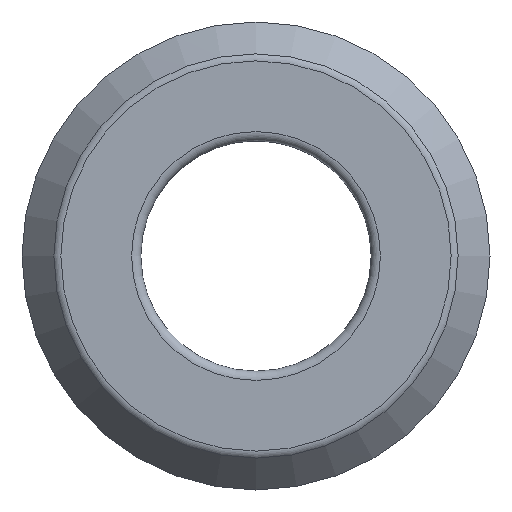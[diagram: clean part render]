
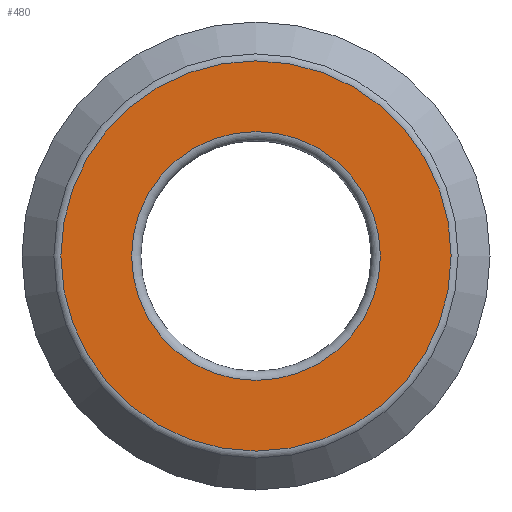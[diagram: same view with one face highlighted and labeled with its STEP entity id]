
A CAD part, front view. The second image highlights one B-rep face of the part: STEP entity #480.
In plain terms, the highlighted planar face has unit normal (0, -1, 0).
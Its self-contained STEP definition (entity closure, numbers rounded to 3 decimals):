
#16=FACE_BOUND('',#80,.T.);
#20=PLANE('',#572);
#54=FACE_OUTER_BOUND('',#79,.T.);
#79=EDGE_LOOP('',(#399,#400));
#80=EDGE_LOOP('',(#401,#402));
#148=CIRCLE('',#560,10.05);
#149=CIRCLE('',#561,10.05);
#153=CIRCLE('',#567,15.76);
#154=CIRCLE('',#568,15.76);
#204=VERTEX_POINT('',#875);
#205=VERTEX_POINT('',#877);
#209=VERTEX_POINT('',#889);
#210=VERTEX_POINT('',#890);
#270=EDGE_CURVE('',#204,#205,#148,.T.);
#271=EDGE_CURVE('',#205,#204,#149,.T.);
#276=EDGE_CURVE('',#209,#210,#153,.T.);
#277=EDGE_CURVE('',#210,#209,#154,.T.);
#399=ORIENTED_EDGE('',*,*,#276,.T.);
#400=ORIENTED_EDGE('',*,*,#277,.T.);
#401=ORIENTED_EDGE('',*,*,#271,.F.);
#402=ORIENTED_EDGE('',*,*,#270,.F.);
#480=ADVANCED_FACE('',(#54,#16),#20,.T.);
#560=AXIS2_PLACEMENT_3D('',#878,#714,#715);
#561=AXIS2_PLACEMENT_3D('',#879,#716,#717);
#567=AXIS2_PLACEMENT_3D('',#891,#729,#730);
#568=AXIS2_PLACEMENT_3D('',#892,#731,#732);
#572=AXIS2_PLACEMENT_3D('',#896,#739,#740);
#714=DIRECTION('center_axis',(0.,-1.,0.));
#715=DIRECTION('ref_axis',(1.,0.,0.));
#716=DIRECTION('center_axis',(0.,-1.,0.));
#717=DIRECTION('ref_axis',(1.,0.,0.));
#729=DIRECTION('center_axis',(0.,-1.,0.));
#730=DIRECTION('ref_axis',(-1.,0.,0.));
#731=DIRECTION('center_axis',(0.,-1.,0.));
#732=DIRECTION('ref_axis',(-1.,0.,0.));
#739=DIRECTION('center_axis',(0.,-1.,0.));
#740=DIRECTION('ref_axis',(1.,0.,0.));
#875=CARTESIAN_POINT('',(-8.704,0.,5.025));
#877=CARTESIAN_POINT('',(-10.05,0.,0.));
#878=CARTESIAN_POINT('Origin',(0.,0.,0.));
#879=CARTESIAN_POINT('Origin',(0.,0.,0.));
#889=CARTESIAN_POINT('',(-15.76,0.,0.));
#890=CARTESIAN_POINT('',(-12.098,0.,10.1));
#891=CARTESIAN_POINT('Origin',(0.,0.,0.));
#892=CARTESIAN_POINT('Origin',(0.,0.,0.));
#896=CARTESIAN_POINT('Origin',(9.3,0.,0.));
